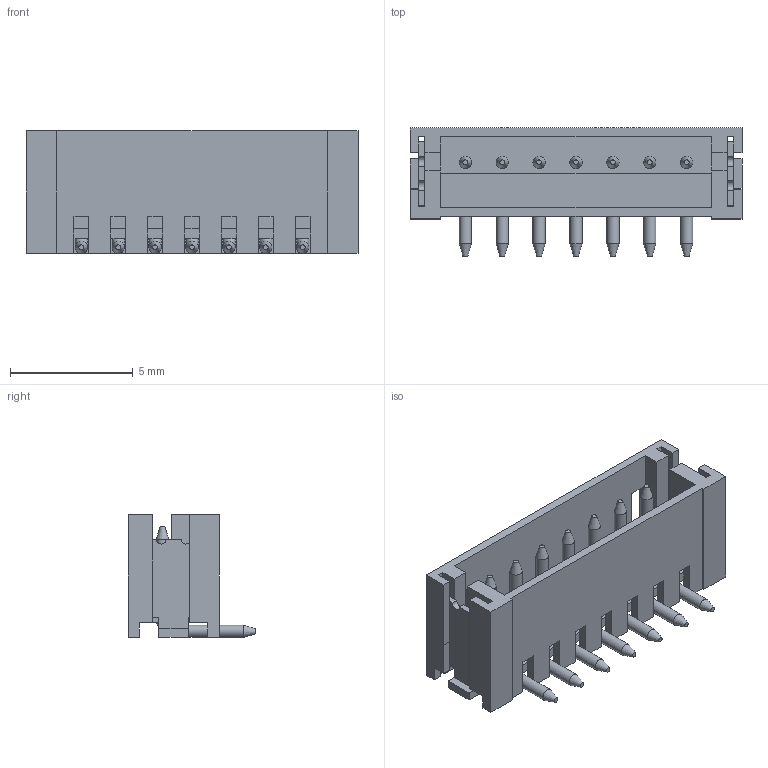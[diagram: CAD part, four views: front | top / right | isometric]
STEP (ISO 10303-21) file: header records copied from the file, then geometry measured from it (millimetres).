
FILE_DESCRIPTION(('FreeCAD Model'),'2;1');
FILE_NAME('JST B7B-ZR-SM4-TF.step','2020-04-19T12:40:57',('Author'),(''), 'Open CASCADE STEP processor 7.3','FreeCAD','Unknown');
FILE_SCHEMA(('AUTOMOTIVE_DESIGN { 1 0 10303 214 1 1 1 1 }'));
Length unit declared in the file: millimetre
Products named in the file (6): JST_B2B-ZR-SM4-TF; PlasticBody; SidePlate; Pins; Pin; Side_palte_right
Assembly tree (11 placements, depth 3):
  JST_B2B-ZR-SM4-TF
    PlasticBody
    SidePlate
    Pins
      Pin  x7
    Side_palte_right
Bounding box: 13.5 x 5.2 x 5 mm (x, y, z)
Volume: 107.4 mm3; surface area: 547.6 mm2
Topology: 10 solids, 10 shells, 183 faces, 491 edges, 310 vertices
Faces by surface type: plane 144, cylinder 18, cone 14, torus 7
Full cylindrical faces by diameter (mm): 0.5 x14
Entity records: 4767 total; most frequent: CARTESIAN_POINT 828, ORIENTED_EDGE 826, DIRECTION 736, EDGE_CURVE 413, LINE 396, VECTOR 396, VERTEX_POINT 262, AXIS2_PLACEMENT_3D 170
